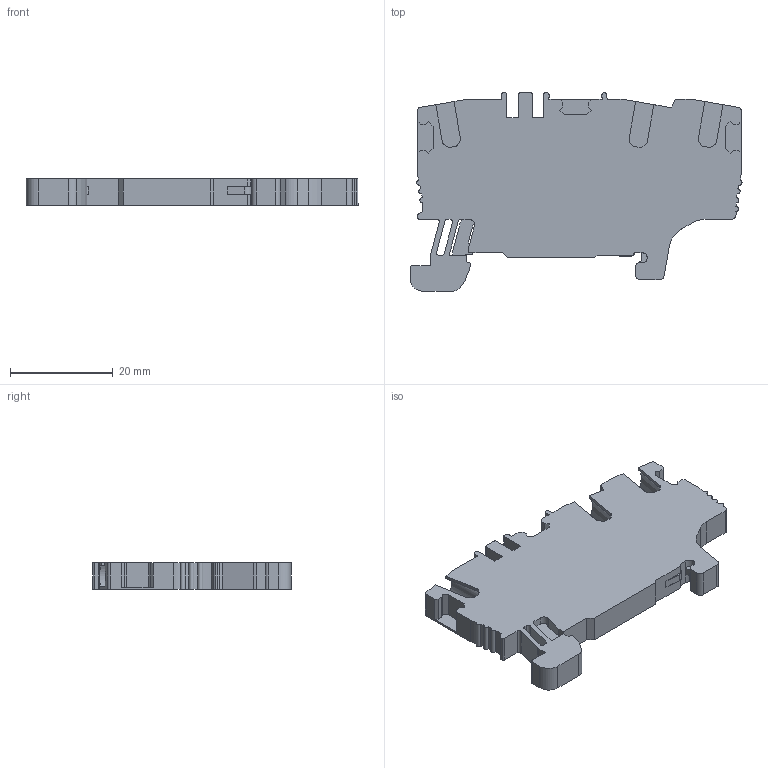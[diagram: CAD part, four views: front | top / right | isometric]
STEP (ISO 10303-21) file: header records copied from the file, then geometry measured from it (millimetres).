
FILE_DESCRIPTION((''),'2;1');
FILE_NAME('ASM0001_ASM','2024-01-17T08:20:02',('klemen.sitar'),('Audax d.o.o.'),'CREO PARAMETRIC BY PTC INC, 2021304','CREO PARAMETRIC BY PTC INC, 2021304','');
FILE_SCHEMA(('AP242_MANAGED_MODEL_BASED_3D_ENGINEERING_MIM_LF { 1 0 10303 442 1 1 4 }'));
Length unit declared in the file: millimetre
Products named in the file (2): EFCE_2_1_2; ASM0001_ASM
Assembly tree (1 placements, depth 2):
  ASM0001_ASM
    EFCE_2_1_2
Bounding box: 64.78 x 38.7 x 5.2 mm (x, y, z)
Volume: 8671.2 mm3; surface area: 5693.7 mm2
Topology: 1 solids, 1 shells, 265 faces, 792 edges, 532 vertices
Faces by surface type: plane 187, cylinder 78
Entity records: 13423 total; most frequent: CARTESIAN_POINT 1699, ORIENTED_EDGE 1584, DIRECTION 1486, PRESENTATION_STYLE_ASSIGNMENT 1058, STYLED_ITEM 1058, CURVE_STYLE 792, EDGE_CURVE 792, VECTOR 620
